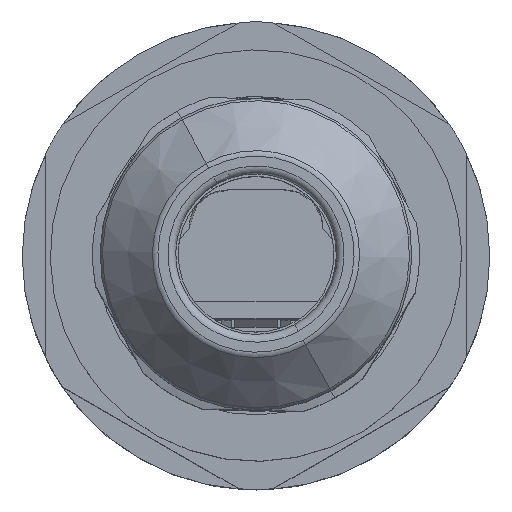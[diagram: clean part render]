
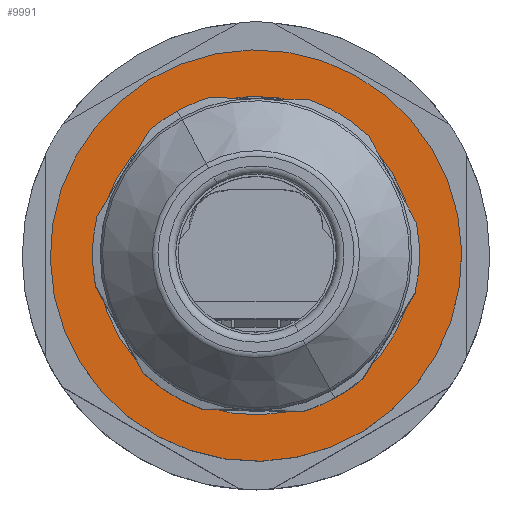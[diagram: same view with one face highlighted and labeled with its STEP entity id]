
A CAD part, top view. The second image highlights one B-rep face of the part: STEP entity #9991.
In plain terms, the highlighted planar face has unit normal (0, 0, 1).
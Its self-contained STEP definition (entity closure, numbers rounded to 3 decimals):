
#9771=AXIS2_PLACEMENT_3D('Circle Axis2P3D',#9769,#9770,$) ;
#9797=AXIS2_PLACEMENT_3D('Circle Axis2P3D',#9795,#9796,$) ;
#9967=AXIS2_PLACEMENT_3D('Plane Axis2P3D',#9964,#9965,#9966) ;
#9971=AXIS2_PLACEMENT_3D('Circle Axis2P3D',#9969,#9970,$) ;
#9980=AXIS2_PLACEMENT_3D('Circle Axis2P3D',#9978,#9979,$) ;
#9769=CARTESIAN_POINT('Axis2P3D Location',(15.,15.,28.913)) ;
#9773=CARTESIAN_POINT('Vertex',(6.268,9.68,28.913)) ;
#9775=CARTESIAN_POINT('Vertex',(23.732,20.32,28.913)) ;
#9795=CARTESIAN_POINT('Axis2P3D Location',(15.,15.,28.913)) ;
#9964=CARTESIAN_POINT('Axis2P3D Location',(9.888,6.145,28.913)) ;
#9969=CARTESIAN_POINT('Axis2P3D Location',(15.,15.,28.913)) ;
#9973=CARTESIAN_POINT('Vertex',(3.727,8.132,28.913)) ;
#9975=CARTESIAN_POINT('Vertex',(26.273,21.868,28.913)) ;
#9978=CARTESIAN_POINT('Axis2P3D Location',(15.,15.,28.913)) ;
#9770=DIRECTION('Axis2P3D Direction',(0.,0.,-1.)) ;
#9796=DIRECTION('Axis2P3D Direction',(0.,0.,-1.)) ;
#9965=DIRECTION('Axis2P3D Direction',(0.,0.,-1.)) ;
#9966=DIRECTION('Axis2P3D XDirection',(-0.866,0.5,0.)) ;
#9970=DIRECTION('Axis2P3D Direction',(0.,0.,-1.)) ;
#9979=DIRECTION('Axis2P3D Direction',(0.,0.,-1.)) ;
#9984=ORIENTED_EDGE('',*,*,#9977,.F.) ;
#9985=ORIENTED_EDGE('',*,*,#9982,.F.) ;
#9988=ORIENTED_EDGE('',*,*,#9799,.T.) ;
#9989=ORIENTED_EDGE('',*,*,#9777,.T.) ;
#9990=FACE_BOUND('',#9987,.T.) ;
#9991=ADVANCED_FACE('Hauptkoerper',(#9986,#9990),#9968,.F.) ;
#9772=CIRCLE('generated circle',#9771,10.225) ;
#9798=CIRCLE('generated circle',#9797,10.225) ;
#9972=CIRCLE('generated circle',#9971,13.2) ;
#9981=CIRCLE('generated circle',#9980,13.2) ;
#9777=EDGE_CURVE('',#9774,#9776,#9772,.T.) ;
#9799=EDGE_CURVE('',#9776,#9774,#9798,.T.) ;
#9977=EDGE_CURVE('',#9974,#9976,#9972,.T.) ;
#9982=EDGE_CURVE('',#9976,#9974,#9981,.T.) ;
#9983=EDGE_LOOP('',(#9984,#9985)) ;
#9987=EDGE_LOOP('',(#9988,#9989)) ;
#9986=FACE_OUTER_BOUND('',#9983,.T.) ;
#9968=PLANE('',#9967) ;
#9774=VERTEX_POINT('',#9773) ;
#9776=VERTEX_POINT('',#9775) ;
#9974=VERTEX_POINT('',#9973) ;
#9976=VERTEX_POINT('',#9975) ;
